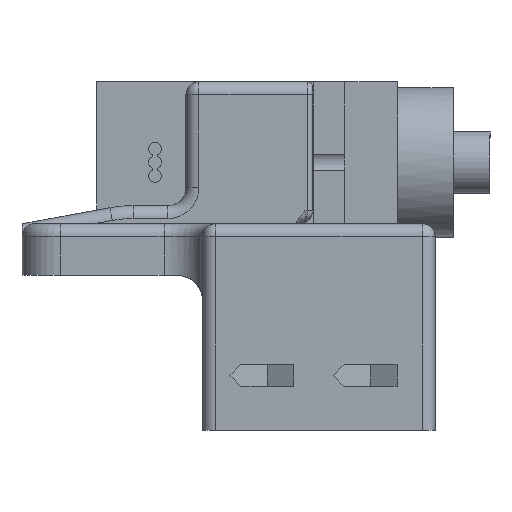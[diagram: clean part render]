
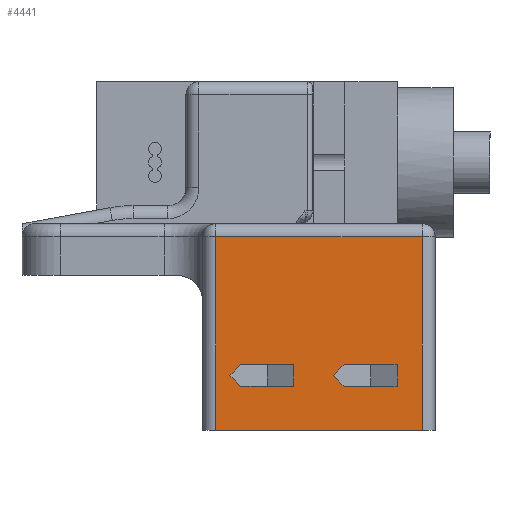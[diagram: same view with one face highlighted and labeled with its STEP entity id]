
A CAD part, left-side view. The second image highlights one B-rep face of the part: STEP entity #4441.
In plain terms, the highlighted planar face has unit normal (-1, 0, 0).
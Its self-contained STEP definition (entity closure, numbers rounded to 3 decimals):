
#147=FACE_BOUND('',#683,.T.);
#148=FACE_BOUND('',#684,.T.);
#232=PLANE('',#4811);
#406=FACE_OUTER_BOUND('',#682,.T.);
#682=EDGE_LOOP('',(#3542,#3543,#3544,#3545));
#683=EDGE_LOOP('',(#3546,#3547,#3548,#3549,#3550));
#684=EDGE_LOOP('',(#3551,#3552,#3553,#3554,#3555));
#1028=LINE('',#7560,#1435);
#1035=LINE('',#7583,#1442);
#1080=LINE('',#7689,#1487);
#1083=LINE('',#7693,#1490);
#1086=LINE('',#7701,#1493);
#1089=LINE('',#7705,#1496);
#1090=LINE('',#7709,#1497);
#1091=LINE('',#7711,#1498);
#1092=LINE('',#7713,#1499);
#1093=LINE('',#7714,#1500);
#1094=LINE('',#7716,#1501);
#1095=LINE('',#7717,#1502);
#1096=LINE('',#7719,#1503);
#1097=LINE('',#7720,#1504);
#1435=VECTOR('',#5618,10.);
#1442=VECTOR('',#5639,10.);
#1487=VECTOR('',#5732,10.);
#1490=VECTOR('',#5737,10.);
#1493=VECTOR('',#5742,10.);
#1496=VECTOR('',#5747,10.);
#1497=VECTOR('',#5750,10.);
#1498=VECTOR('',#5751,10.);
#1499=VECTOR('',#5752,10.);
#1500=VECTOR('',#5753,10.);
#1501=VECTOR('',#5754,10.);
#1502=VECTOR('',#5755,10.);
#1503=VECTOR('',#5756,10.);
#1504=VECTOR('',#5757,10.);
#2058=VERTEX_POINT('',#7558);
#2059=VERTEX_POINT('',#7559);
#2067=VERTEX_POINT('',#7581);
#2068=VERTEX_POINT('',#7582);
#2104=VERTEX_POINT('',#7686);
#2105=VERTEX_POINT('',#7688);
#2108=VERTEX_POINT('',#7698);
#2109=VERTEX_POINT('',#7700);
#2110=VERTEX_POINT('',#7707);
#2111=VERTEX_POINT('',#7708);
#2112=VERTEX_POINT('',#7710);
#2113=VERTEX_POINT('',#7712);
#2114=VERTEX_POINT('',#7715);
#2115=VERTEX_POINT('',#7718);
#2558=EDGE_CURVE('',#2058,#2059,#1028,.T.);
#2570=EDGE_CURVE('',#2067,#2068,#1035,.T.);
#2622=EDGE_CURVE('',#2105,#2104,#1080,.T.);
#2625=EDGE_CURVE('',#2104,#2058,#1083,.T.);
#2628=EDGE_CURVE('',#2109,#2108,#1086,.T.);
#2631=EDGE_CURVE('',#2108,#2067,#1089,.T.);
#2632=EDGE_CURVE('',#2110,#2111,#1090,.T.);
#2633=EDGE_CURVE('',#2112,#2110,#1091,.T.);
#2634=EDGE_CURVE('',#2113,#2112,#1092,.T.);
#2635=EDGE_CURVE('',#2111,#2113,#1093,.T.);
#2636=EDGE_CURVE('',#2059,#2114,#1094,.T.);
#2637=EDGE_CURVE('',#2114,#2105,#1095,.T.);
#2638=EDGE_CURVE('',#2068,#2115,#1096,.T.);
#2639=EDGE_CURVE('',#2115,#2109,#1097,.T.);
#3542=ORIENTED_EDGE('',*,*,#2632,.F.);
#3543=ORIENTED_EDGE('',*,*,#2633,.F.);
#3544=ORIENTED_EDGE('',*,*,#2634,.F.);
#3545=ORIENTED_EDGE('',*,*,#2635,.F.);
#3546=ORIENTED_EDGE('',*,*,#2625,.T.);
#3547=ORIENTED_EDGE('',*,*,#2558,.T.);
#3548=ORIENTED_EDGE('',*,*,#2636,.T.);
#3549=ORIENTED_EDGE('',*,*,#2637,.T.);
#3550=ORIENTED_EDGE('',*,*,#2622,.T.);
#3551=ORIENTED_EDGE('',*,*,#2628,.T.);
#3552=ORIENTED_EDGE('',*,*,#2631,.T.);
#3553=ORIENTED_EDGE('',*,*,#2570,.T.);
#3554=ORIENTED_EDGE('',*,*,#2638,.T.);
#3555=ORIENTED_EDGE('',*,*,#2639,.T.);
#4441=ADVANCED_FACE('',(#406,#147,#148),#232,.T.);
#4811=AXIS2_PLACEMENT_3D('',#7706,#5748,#5749);
#5618=DIRECTION('',(0.,-1.,0.));
#5639=DIRECTION('',(0.,-1.,0.));
#5732=DIRECTION('',(0.,0.707,0.707));
#5737=DIRECTION('',(0.,-0.707,0.707));
#5742=DIRECTION('',(0.,0.707,0.707));
#5747=DIRECTION('',(0.,-0.707,0.707));
#5748=DIRECTION('center_axis',(-1.,0.,0.));
#5749=DIRECTION('ref_axis',(0.,-1.,0.));
#5750=DIRECTION('',(0.,-1.,0.));
#5751=DIRECTION('',(0.,0.,1.));
#5752=DIRECTION('',(0.,1.,0.));
#5753=DIRECTION('',(0.,0.,-1.));
#5754=DIRECTION('',(0.,0.,-1.));
#5755=DIRECTION('',(0.,1.,0.));
#5756=DIRECTION('',(0.,0.,-1.));
#5757=DIRECTION('',(0.,1.,0.));
#7558=CARTESIAN_POINT('',(-29.892,6.05,4.1));
#7559=CARTESIAN_POINT('',(-29.892,1.95,4.1));
#7560=CARTESIAN_POINT('',(-29.892,6.5,4.1));
#7581=CARTESIAN_POINT('',(-29.892,-1.95,4.1));
#7582=CARTESIAN_POINT('',(-29.892,-6.05,4.1));
#7583=CARTESIAN_POINT('',(-29.892,2.5,4.1));
#7686=CARTESIAN_POINT('',(-29.892,6.9,3.25));
#7688=CARTESIAN_POINT('',(-29.892,6.05,2.4));
#7689=CARTESIAN_POINT('',(-29.892,6.187,2.537));
#7693=CARTESIAN_POINT('',(-29.892,8.237,1.913));
#7698=CARTESIAN_POINT('',(-29.892,-1.1,3.25));
#7700=CARTESIAN_POINT('',(-29.892,-1.95,2.4));
#7701=CARTESIAN_POINT('',(-29.892,0.187,4.537));
#7705=CARTESIAN_POINT('',(-29.892,2.237,-0.087));
#7706=CARTESIAN_POINT('Origin',(-29.892,9.,0.));
#7707=CARTESIAN_POINT('',(-29.892,8.,14.));
#7708=CARTESIAN_POINT('',(-29.892,-8.,14.));
#7709=CARTESIAN_POINT('',(-29.892,4.5,14.));
#7710=CARTESIAN_POINT('',(-29.892,8.,-1.));
#7711=CARTESIAN_POINT('',(-29.892,8.,0.));
#7712=CARTESIAN_POINT('',(-29.892,-8.,-1.));
#7713=CARTESIAN_POINT('',(-29.892,-9.,-1.));
#7714=CARTESIAN_POINT('',(-29.892,-8.,0.));
#7715=CARTESIAN_POINT('',(-29.892,1.95,2.4));
#7716=CARTESIAN_POINT('',(-29.892,1.95,1.2));
#7717=CARTESIAN_POINT('',(-29.892,6.5,2.4));
#7718=CARTESIAN_POINT('',(-29.892,-6.05,2.4));
#7719=CARTESIAN_POINT('',(-29.892,-6.05,1.2));
#7720=CARTESIAN_POINT('',(-29.892,2.5,2.4));
